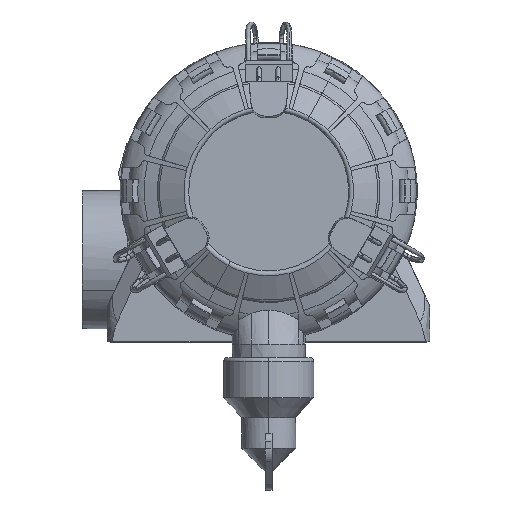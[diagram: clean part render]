
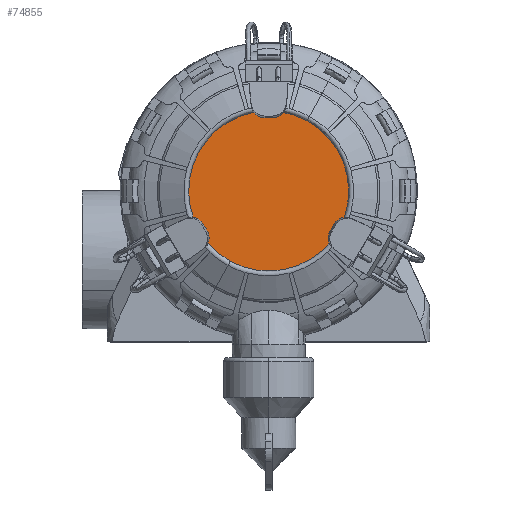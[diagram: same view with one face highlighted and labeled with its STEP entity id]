
A CAD part, top view. The second image highlights one B-rep face of the part: STEP entity #74855.
In plain terms, the highlighted planar face has unit normal (0, 0, 1).
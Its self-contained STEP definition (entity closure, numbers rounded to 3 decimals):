
#22897 = TOROIDAL_SURFACE('',#22898,45.955,1.8);
#22898 = AXIS2_PLACEMENT_3D('',#22899,#22900,#22901);
#22899 = CARTESIAN_POINT('',(0.,0.,364.376)
  );
#22900 = DIRECTION('',(0.,0.,-1.));
#22901 = DIRECTION('',(0.479,0.878,0.)
  );
#25047 = TOROIDAL_SURFACE('',#25048,45.955,1.8);
#25048 = AXIS2_PLACEMENT_3D('',#25049,#25050,#25051);
#25049 = CARTESIAN_POINT('',(0.,0.,364.376)
  );
#25050 = DIRECTION('',(0.,0.,-1.));
#25051 = DIRECTION('',(0.479,0.878,0.)
  );
#74855 = ADVANCED_FACE('',(#74856),#74871,.F.);
#74856 = FACE_BOUND('',#74857,.T.);
#74857 = EDGE_LOOP('',(#74858,#74911));
#74858 = ORIENTED_EDGE('',*,*,#74859,.F.);
#74859 = EDGE_CURVE('',#74860,#74862,#74864,.T.);
#74860 = VERTEX_POINT('',#74861);
#74861 = CARTESIAN_POINT('',(-21.171,-38.753,364.5));
#74862 = VERTEX_POINT('',#74863);
#74863 = CARTESIAN_POINT('',(21.171,38.753,364.5));
#74864 = SURFACE_CURVE('',#74865,(#74870,#74882),.PCURVE_S1.);
#74865 = CIRCLE('',#74866,44.159);
#74866 = AXIS2_PLACEMENT_3D('',#74867,#74868,#74869);
#74867 = CARTESIAN_POINT('',(0.,0.,364.5));
#74868 = DIRECTION('',(0.,0.,-1.));
#74869 = DIRECTION('',(0.,1.,0.));
#74870 = PCURVE('',#74871,#74876);
#74871 = PLANE('',#74872);
#74872 = AXIS2_PLACEMENT_3D('',#74873,#74874,#74875);
#74873 = CARTESIAN_POINT('',(0.,0.,364.5));
#74874 = DIRECTION('',(0.,0.,-1.));
#74875 = DIRECTION('',(-1.,0.,0.));
#74876 = DEFINITIONAL_REPRESENTATION('',(#74877),#74881);
#74877 = CIRCLE('',#74878,44.159);
#74878 = AXIS2_PLACEMENT_2D('',#74879,#74880);
#74879 = CARTESIAN_POINT('',(0.,0.));
#74880 = DIRECTION('',(0.,1.));
#74881 = ( GEOMETRIC_REPRESENTATION_CONTEXT(2) 
PARAMETRIC_REPRESENTATION_CONTEXT() REPRESENTATION_CONTEXT('2D SPACE',''
  ) );
#74882 = PCURVE('',#25047,#74883);
#74883 = DEFINITIONAL_REPRESENTATION('',(#74884),#74910);
#74884 = B_SPLINE_CURVE_WITH_KNOTS('',3,(#74885,#74886,#74887,#74888,
    #74889,#74890,#74891,#74892,#74893,#74894,#74895,#74896,#74897,
    #74898,#74899,#74900,#74901,#74902,#74903,#74904,#74905,#74906,
    #74907,#74908,#74909),.UNSPECIFIED.,.F.,.F.,(4,1,1,1,1,1,1,1,1,1,1,1
    ,1,1,1,1,1,1,1,1,1,1,4),(3.642,3.784,
    3.927,4.07,4.213,4.356,
    4.498,4.641,4.784,4.927,
    5.07,5.212,5.355,5.498,
    5.641,5.784,5.926,6.069,
    6.212,6.355,6.498,6.64,
    6.783),.QUASI_UNIFORM_KNOTS.);
#74885 = CARTESIAN_POINT('',(3.142,3.21));
#74886 = CARTESIAN_POINT('',(3.189,3.21));
#74887 = CARTESIAN_POINT('',(3.284,3.21));
#74888 = CARTESIAN_POINT('',(3.427,3.21));
#74889 = CARTESIAN_POINT('',(3.57,3.21));
#74890 = CARTESIAN_POINT('',(3.713,3.21));
#74891 = CARTESIAN_POINT('',(3.856,3.21));
#74892 = CARTESIAN_POINT('',(3.998,3.21));
#74893 = CARTESIAN_POINT('',(4.141,3.21));
#74894 = CARTESIAN_POINT('',(4.284,3.21));
#74895 = CARTESIAN_POINT('',(4.427,3.21));
#74896 = CARTESIAN_POINT('',(4.57,3.21));
#74897 = CARTESIAN_POINT('',(4.712,3.21));
#74898 = CARTESIAN_POINT('',(4.855,3.21));
#74899 = CARTESIAN_POINT('',(4.998,3.21));
#74900 = CARTESIAN_POINT('',(5.141,3.21));
#74901 = CARTESIAN_POINT('',(5.284,3.21));
#74902 = CARTESIAN_POINT('',(5.426,3.21));
#74903 = CARTESIAN_POINT('',(5.569,3.21));
#74904 = CARTESIAN_POINT('',(5.712,3.21));
#74905 = CARTESIAN_POINT('',(5.855,3.21));
#74906 = CARTESIAN_POINT('',(5.998,3.21));
#74907 = CARTESIAN_POINT('',(6.14,3.21));
#74908 = CARTESIAN_POINT('',(6.236,3.21));
#74909 = CARTESIAN_POINT('',(6.283,3.21));
#74910 = ( GEOMETRIC_REPRESENTATION_CONTEXT(2) 
PARAMETRIC_REPRESENTATION_CONTEXT() REPRESENTATION_CONTEXT('2D SPACE',''
  ) );
#74911 = ORIENTED_EDGE('',*,*,#74912,.F.);
#74912 = EDGE_CURVE('',#74862,#74860,#74913,.T.);
#74913 = SURFACE_CURVE('',#74914,(#74919,#74926),.PCURVE_S1.);
#74914 = CIRCLE('',#74915,44.159);
#74915 = AXIS2_PLACEMENT_3D('',#74916,#74917,#74918);
#74916 = CARTESIAN_POINT('',(0.,0.,364.5));
#74917 = DIRECTION('',(0.,0.,-1.));
#74918 = DIRECTION('',(0.,1.,0.));
#74919 = PCURVE('',#74871,#74920);
#74920 = DEFINITIONAL_REPRESENTATION('',(#74921),#74925);
#74921 = CIRCLE('',#74922,44.159);
#74922 = AXIS2_PLACEMENT_2D('',#74923,#74924);
#74923 = CARTESIAN_POINT('',(0.,0.));
#74924 = DIRECTION('',(0.,1.));
#74925 = ( GEOMETRIC_REPRESENTATION_CONTEXT(2) 
PARAMETRIC_REPRESENTATION_CONTEXT() REPRESENTATION_CONTEXT('2D SPACE',''
  ) );
#74926 = PCURVE('',#22897,#74927);
#74927 = DEFINITIONAL_REPRESENTATION('',(#74928),#74954);
#74928 = B_SPLINE_CURVE_WITH_KNOTS('',3,(#74929,#74930,#74931,#74932,
    #74933,#74934,#74935,#74936,#74937,#74938,#74939,#74940,#74941,
    #74942,#74943,#74944,#74945,#74946,#74947,#74948,#74949,#74950,
    #74951,#74952,#74953),.UNSPECIFIED.,.F.,.F.,(4,1,1,1,1,1,1,1,1,1,1,1
    ,1,1,1,1,1,1,1,1,1,1,4),(0.5,0.643,0.786,
    0.928,1.071,1.214,1.357,
    1.5,1.642,1.785,1.928,
    2.071,2.214,2.356,2.499,
    2.642,2.785,2.928,3.07,
    3.213,3.356,3.499,3.642),
  .QUASI_UNIFORM_KNOTS.);
#74929 = CARTESIAN_POINT('',(0.,3.21));
#74930 = CARTESIAN_POINT('',(0.048,3.21));
#74931 = CARTESIAN_POINT('',(0.143,3.21));
#74932 = CARTESIAN_POINT('',(0.286,3.21));
#74933 = CARTESIAN_POINT('',(0.428,3.21));
#74934 = CARTESIAN_POINT('',(0.571,3.21));
#74935 = CARTESIAN_POINT('',(0.714,3.21));
#74936 = CARTESIAN_POINT('',(0.857,3.21));
#74937 = CARTESIAN_POINT('',(1.,3.21));
#74938 = CARTESIAN_POINT('',(1.142,3.21));
#74939 = CARTESIAN_POINT('',(1.285,3.21));
#74940 = CARTESIAN_POINT('',(1.428,3.21));
#74941 = CARTESIAN_POINT('',(1.571,3.21));
#74942 = CARTESIAN_POINT('',(1.714,3.21));
#74943 = CARTESIAN_POINT('',(1.856,3.21));
#74944 = CARTESIAN_POINT('',(1.999,3.21));
#74945 = CARTESIAN_POINT('',(2.142,3.21));
#74946 = CARTESIAN_POINT('',(2.285,3.21));
#74947 = CARTESIAN_POINT('',(2.428,3.21));
#74948 = CARTESIAN_POINT('',(2.57,3.21));
#74949 = CARTESIAN_POINT('',(2.713,3.21));
#74950 = CARTESIAN_POINT('',(2.856,3.21));
#74951 = CARTESIAN_POINT('',(2.999,3.21));
#74952 = CARTESIAN_POINT('',(3.094,3.21));
#74953 = CARTESIAN_POINT('',(3.142,3.21));
#74954 = ( GEOMETRIC_REPRESENTATION_CONTEXT(2) 
PARAMETRIC_REPRESENTATION_CONTEXT() REPRESENTATION_CONTEXT('2D SPACE',''
  ) );
